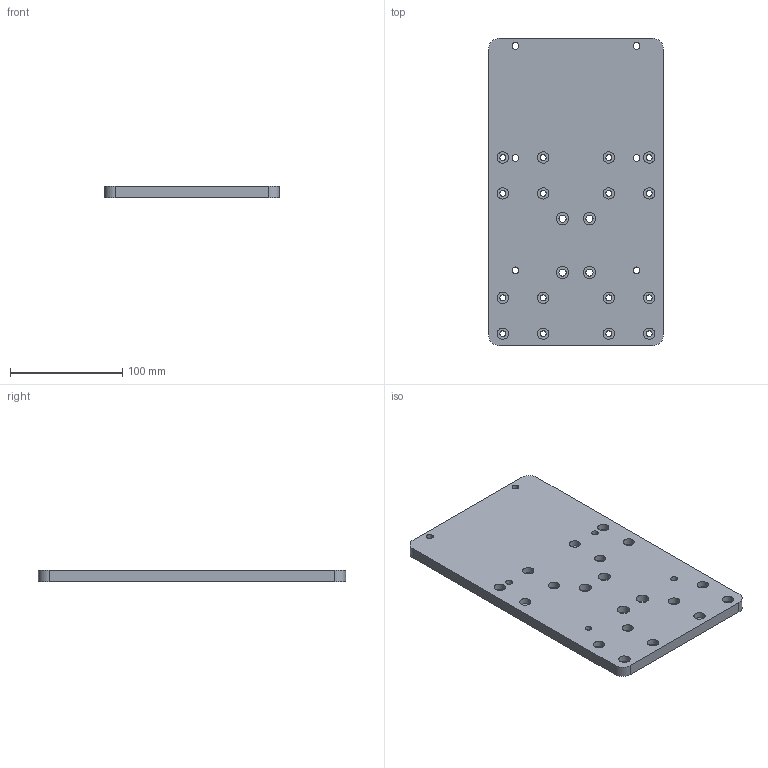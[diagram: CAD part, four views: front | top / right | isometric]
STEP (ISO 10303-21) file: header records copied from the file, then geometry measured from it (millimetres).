
FILE_DESCRIPTION(('FreeCAD Model'),'2;1');
FILE_NAME('Open CASCADE Shape Model','2024-10-20T01:22:27',('Author'),( ''),'Open CASCADE STEP processor 7.6','FreeCAD','Unknown');
FILE_SCHEMA(('AUTOMOTIVE_DESIGN { 1 0 10303 214 1 1 1 1 }'));
Length unit declared in the file: millimetre
Products named in the file (1): Hole001
Bounding box: 156 x 273.7 x 10 mm (x, y, z)
Volume: 412873.1 mm3; surface area: 98709.4 mm2
Topology: 1 solids, 1 shells, 76 faces, 162 edges, 108 vertices
Faces by surface type: cylinder 50, plane 26
Full cylindrical faces by diameter (mm): 5.2 x16, 6 x6, 6.3 x4, 10 x16, 11 x4
Entity records: 4434 total; most frequent: CARTESIAN_POINT 863, DIRECTION 708, ORIENTED_EDGE 324, PCURVE 324, DEFINITIONAL_REPRESENTATION 324, LINE 286, VECTOR 286, AXIS2_PLACEMENT_3D 177
